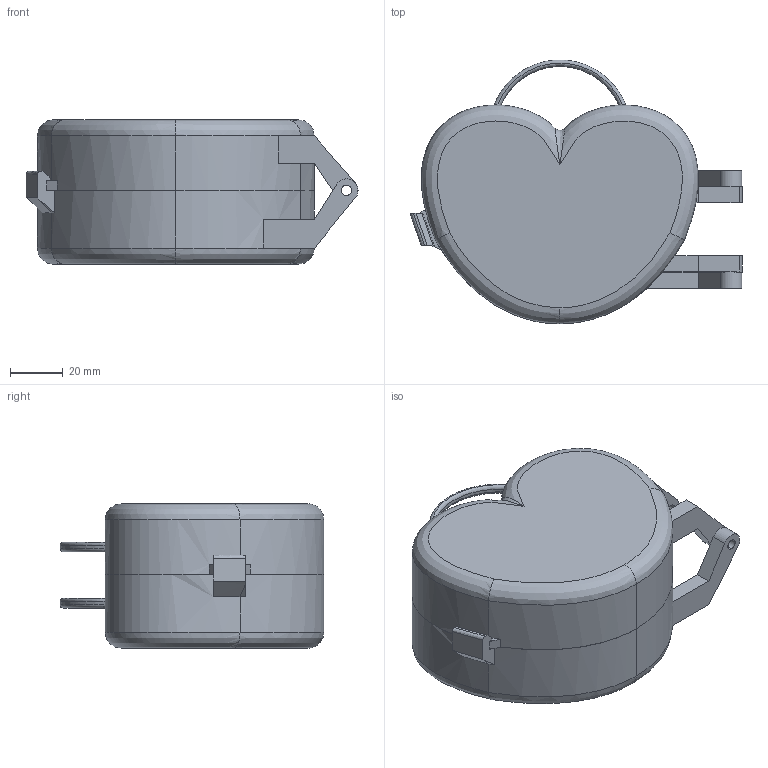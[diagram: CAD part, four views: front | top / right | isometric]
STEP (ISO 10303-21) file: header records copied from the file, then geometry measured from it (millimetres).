
FILE_DESCRIPTION(('FreeCAD Model'),'2;1');
FILE_NAME('Open CASCADE Shape Model','2025-04-27T16:46:58',('FreeCAD'),( 'FreeCAD'),'Open CASCADE STEP processor 7.6','FreeCAD','Unknown');
FILE_SCHEMA(('AUTOMOTIVE_DESIGN { 1 0 10303 214 1 1 1 1 }'));
Products named in the file (1): Open CASCADE STEP translator 7.6 1
Bounding box: 126.38 x 100.39 x 54.97 mm (x, y, z)
Volume: 133051.5 mm3; surface area: 100578.9 mm2
Topology: 7 solids, 7 shells, 707 faces, 1944 edges, 1277 vertices
Faces by surface type: bspline 707
Entity records: 34848 total; most frequent: CARTESIAN_POINT 23028, ORIENTED_EDGE 3882, EDGE_CURVE 1941, B_SPLINE_CURVE_WITH_KNOTS 1826, VERTEX_POINT 1277, FACE_BOUND 768, EDGE_LOOP 768, ADVANCED_FACE 707
